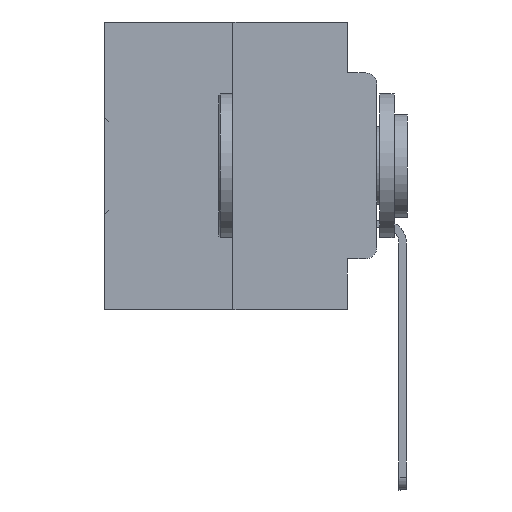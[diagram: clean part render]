
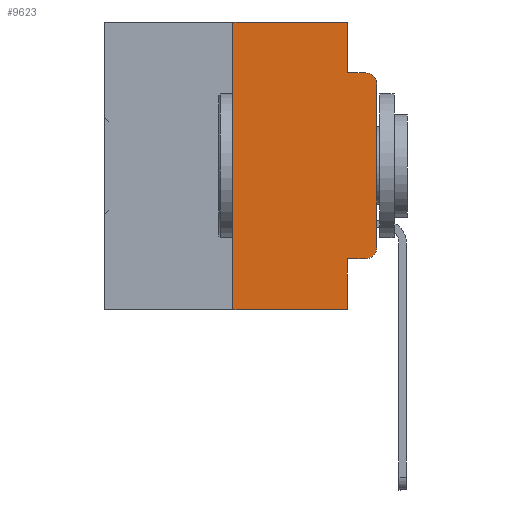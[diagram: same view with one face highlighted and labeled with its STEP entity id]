
A CAD part, left-side view. The second image highlights one B-rep face of the part: STEP entity #9623.
In plain terms, the highlighted planar face has unit normal (-1, 0, 0).
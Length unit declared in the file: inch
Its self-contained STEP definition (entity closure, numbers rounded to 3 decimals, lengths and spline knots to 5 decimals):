
#6 = ORIENTED_EDGE ( 'NONE', *, *, #27765, .T. ) ;
#92 = DIRECTION ( 'NONE',  ( 0., -1., 0. ) ) ;
#93 = CARTESIAN_POINT ( 'NONE',  ( 0., 0., -0.3915 ) ) ;
#369 = LINE ( 'NONE', #5898, #7061 ) ;
#1047 = CARTESIAN_POINT ( 'NONE',  ( 0., 0., -0.1085 ) ) ;
#1363 = VERTEX_POINT ( 'NONE', #4447 ) ;
#1609 = VERTEX_POINT ( 'NONE', #27879 ) ;
#2211 = DIRECTION ( 'NONE',  ( 0., 0., -1. ) ) ;
#2607 = ORIENTED_EDGE ( 'NONE', *, *, #15432, .T. ) ;
#3431 = CARTESIAN_POINT ( 'NONE',  ( 0., 0.051, -0.4115 ) ) ;
#3522 = ORIENTED_EDGE ( 'NONE', *, *, #20092, .F. ) ;
#4447 = CARTESIAN_POINT ( 'NONE',  ( 0., 0.051, 0. ) ) ;
#5457 = AXIS2_PLACEMENT_3D ( 'NONE', #31982, #34768, #18158 ) ;
#5898 = CARTESIAN_POINT ( 'NONE',  ( 0., 0.473, -0.5 ) ) ;
#6047 = DIRECTION ( 'NONE',  ( 0., 0., 1. ) ) ;
#6323 = CARTESIAN_POINT ( 'NONE',  ( 0., 0.051, -0.5 ) ) ;
#6324 = DIRECTION ( 'NONE',  ( 0., -1., 0. ) ) ;
#6480 = EDGE_CURVE ( 'NONE', #27647, #11665, #35735, .T. ) ;
#7061 = VECTOR ( 'NONE', #17259, 39.37008 ) ;
#7524 = ORIENTED_EDGE ( 'NONE', *, *, #6480, .T. ) ;
#8766 = LINE ( 'NONE', #22535, #30159 ) ;
#8885 = ORIENTED_EDGE ( 'NONE', *, *, #30582, .F. ) ;
#9623 = ADVANCED_FACE ( 'NONE', ( #14023 ), #20813, .F. ) ;
#10985 = CARTESIAN_POINT ( 'NONE',  ( 0., 0.02, -0.4115 ) ) ;
#11265 = DIRECTION ( 'NONE',  ( -1., 0., 0. ) ) ;
#11665 = VERTEX_POINT ( 'NONE', #1047 ) ;
#11752 = CARTESIAN_POINT ( 'NONE',  ( 0., 0.25, 0. ) ) ;
#11903 = CARTESIAN_POINT ( 'NONE',  ( 0., 0.25, -0.5 ) ) ;
#11944 = DIRECTION ( 'NONE',  ( -1., 0., 0. ) ) ;
#12882 = ORIENTED_EDGE ( 'NONE', *, *, #35305, .T. ) ;
#12999 = VERTEX_POINT ( 'NONE', #27009 ) ;
#13342 = ORIENTED_EDGE ( 'NONE', *, *, #27071, .F. ) ;
#13572 = VECTOR ( 'NONE', #33171, 39.37008 ) ;
#13732 = ORIENTED_EDGE ( 'NONE', *, *, #31731, .F. ) ;
#14023 = FACE_OUTER_BOUND ( 'NONE', #35116, .T. ) ;
#14070 = LINE ( 'NONE', #3431, #19748 ) ;
#14505 = DIRECTION ( 'NONE',  ( 0., 0., -1. ) ) ;
#14676 = EDGE_CURVE ( 'NONE', #26131, #27647, #30231, .T. ) ;
#15432 = EDGE_CURVE ( 'NONE', #11665, #12999, #33630, .T. ) ;
#15950 = EDGE_CURVE ( 'NONE', #33906, #1363, #8766, .T. ) ;
#16057 = VERTEX_POINT ( 'NONE', #6323 ) ;
#16135 = VECTOR ( 'NONE', #6047, 39.37008 ) ;
#16876 = LINE ( 'NONE', #35724, #30776 ) ;
#17259 = DIRECTION ( 'NONE',  ( 0., -1., 0. ) ) ;
#18158 = DIRECTION ( 'NONE',  ( 0., 0., -1. ) ) ;
#18909 = DIRECTION ( 'NONE',  ( 0., -1., 0. ) ) ;
#19748 = VECTOR ( 'NONE', #6324, 39.37008 ) ;
#20092 = EDGE_CURVE ( 'NONE', #27776, #33906, #24423, .T. ) ;
#20813 = PLANE ( 'NONE',  #5457 ) ;
#21578 = LINE ( 'NONE', #27176, #36296 ) ;
#22535 = CARTESIAN_POINT ( 'NONE',  ( 0., 0.473, 0. ) ) ;
#24423 = LINE ( 'NONE', #11752, #16135 ) ;
#25507 = ORIENTED_EDGE ( 'NONE', *, *, #15950, .F. ) ;
#26131 = VERTEX_POINT ( 'NONE', #10985 ) ;
#27009 = CARTESIAN_POINT ( 'NONE',  ( 0., 0.02, -0.0885 ) ) ;
#27071 = EDGE_CURVE ( 'NONE', #1609, #16057, #34971, .T. ) ;
#27176 = CARTESIAN_POINT ( 'NONE',  ( 0., 0.051, -0.0885 ) ) ;
#27647 = VERTEX_POINT ( 'NONE', #93 ) ;
#27740 = ORIENTED_EDGE ( 'NONE', *, *, #14676, .T. ) ;
#27765 = EDGE_CURVE ( 'NONE', #1609, #26131, #14070, .T. ) ;
#27776 = VERTEX_POINT ( 'NONE', #11903 ) ;
#27879 = CARTESIAN_POINT ( 'NONE',  ( 0., 0.051, -0.4115 ) ) ;
#27880 = AXIS2_PLACEMENT_3D ( 'NONE', #28641, #11944, #31421 ) ;
#27921 = CARTESIAN_POINT ( 'NONE',  ( 0., 0.25, 0. ) ) ;
#27976 = CARTESIAN_POINT ( 'NONE',  ( 0., 0.02, -0.3915 ) ) ;
#28641 = CARTESIAN_POINT ( 'NONE',  ( 0., 0.02, -0.1085 ) ) ;
#30159 = VECTOR ( 'NONE', #92, 39.37008 ) ;
#30231 = CIRCLE ( 'NONE', #33658, 0.02 ) ;
#30386 = CARTESIAN_POINT ( 'NONE',  ( 0., 0., 0. ) ) ;
#30582 = EDGE_CURVE ( 'NONE', #1363, #32838, #16876, .T. ) ;
#30750 = DIRECTION ( 'NONE',  ( 0., 0., -1. ) ) ;
#30776 = VECTOR ( 'NONE', #2211, 39.37008 ) ;
#31192 = CARTESIAN_POINT ( 'NONE',  ( 0., 0.051, 0. ) ) ;
#31421 = DIRECTION ( 'NONE',  ( 0., 0., -1. ) ) ;
#31731 = EDGE_CURVE ( 'NONE', #32838, #12999, #21578, .T. ) ;
#31982 = CARTESIAN_POINT ( 'NONE',  ( 0., 0.473, 0. ) ) ;
#32838 = VERTEX_POINT ( 'NONE', #36313 ) ;
#33171 = DIRECTION ( 'NONE',  ( 0., 0., 1. ) ) ;
#33630 = CIRCLE ( 'NONE', #27880, 0.02 ) ;
#33658 = AXIS2_PLACEMENT_3D ( 'NONE', #27976, #11265, #30750 ) ;
#33906 = VERTEX_POINT ( 'NONE', #27921 ) ;
#34768 = DIRECTION ( 'NONE',  ( 1., 0., 0. ) ) ;
#34971 = LINE ( 'NONE', #31192, #35832 ) ;
#35116 = EDGE_LOOP ( 'NONE', ( #7524, #2607, #13732, #8885, #25507, #3522, #12882, #13342, #6, #27740 ) ) ;
#35305 = EDGE_CURVE ( 'NONE', #27776, #16057, #369, .T. ) ;
#35724 = CARTESIAN_POINT ( 'NONE',  ( 0., 0.051, 0. ) ) ;
#35735 = LINE ( 'NONE', #30386, #13572 ) ;
#35832 = VECTOR ( 'NONE', #14505, 39.37008 ) ;
#36296 = VECTOR ( 'NONE', #18909, 39.37008 ) ;
#36313 = CARTESIAN_POINT ( 'NONE',  ( 0., 0.051, -0.0885 ) ) ;
